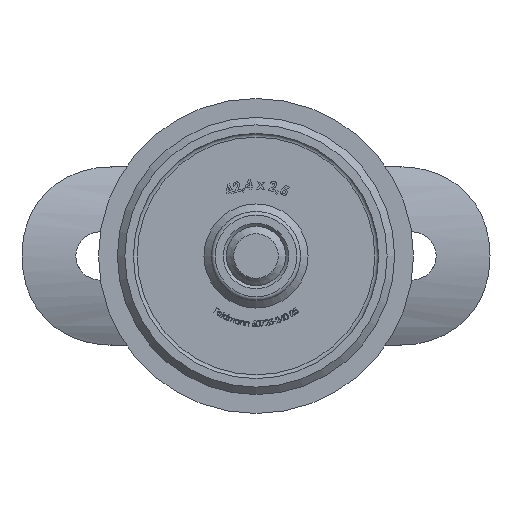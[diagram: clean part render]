
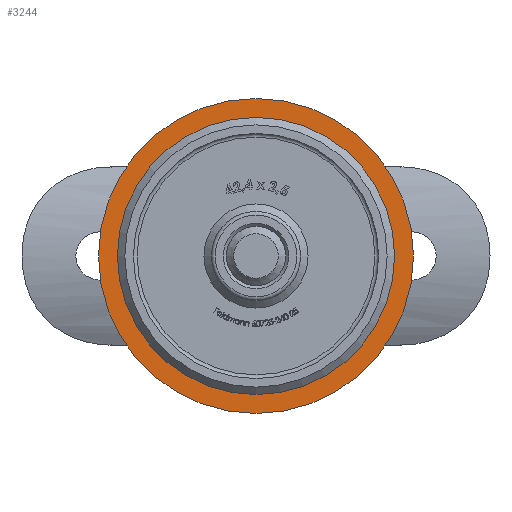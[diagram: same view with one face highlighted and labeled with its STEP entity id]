
A CAD part, front view. The second image highlights one B-rep face of the part: STEP entity #3244.
In plain terms, the highlighted planar face has unit normal (0, -1, 0).
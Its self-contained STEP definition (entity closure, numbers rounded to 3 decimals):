
#291 = DIRECTION ( 'NONE',  ( 0., -1., 0. ) ) ;
#1433 = CIRCLE ( 'NONE', #2543, 21.2 ) ;
#1463 = EDGE_CURVE ( 'NONE', #16263, #16263, #5173, .T. ) ;
#2328 = DIRECTION ( 'NONE',  ( 0., -1., 0. ) ) ;
#2543 = AXIS2_PLACEMENT_3D ( 'NONE', #10244, #17749, #8327 ) ;
#3244 = ADVANCED_FACE ( 'NONE', ( #20710, #19249 ), #18467, .T. ) ;
#3549 = AXIS2_PLACEMENT_3D ( 'NONE', #6236, #2328, #20693 ) ;
#3588 = ORIENTED_EDGE ( 'NONE', *, *, #1463, .F. ) ;
#3889 = VERTEX_POINT ( 'NONE', #22600 ) ;
#5173 = CIRCLE ( 'NONE', #3549, 18.45 ) ;
#6236 = CARTESIAN_POINT ( 'NONE',  ( 0., 20., 0. ) ) ;
#7435 = DIRECTION ( 'NONE',  ( 0., 0., -1. ) ) ;
#8327 = DIRECTION ( 'NONE',  ( 0., 0., -1. ) ) ;
#9832 = EDGE_LOOP ( 'NONE', ( #3588 ) ) ;
#10244 = CARTESIAN_POINT ( 'NONE',  ( 0., 20., 0. ) ) ;
#10909 = EDGE_LOOP ( 'NONE', ( #12964 ) ) ;
#12964 = ORIENTED_EDGE ( 'NONE', *, *, #18706, .T. ) ;
#15704 = AXIS2_PLACEMENT_3D ( 'NONE', #18702, #291, #7435 ) ;
#16263 = VERTEX_POINT ( 'NONE', #16815 ) ;
#16815 = CARTESIAN_POINT ( 'NONE',  ( 0., 20., -18.45 ) ) ;
#17749 = DIRECTION ( 'NONE',  ( 0., -1., 0. ) ) ;
#18467 = PLANE ( 'NONE',  #15704 ) ;
#18702 = CARTESIAN_POINT ( 'NONE',  ( 21.2, 20., 0. ) ) ;
#18706 = EDGE_CURVE ( 'NONE', #3889, #3889, #1433, .T. ) ;
#19249 = FACE_BOUND ( 'NONE', #9832, .T. ) ;
#20693 = DIRECTION ( 'NONE',  ( 0., 0., -1. ) ) ;
#20710 = FACE_OUTER_BOUND ( 'NONE', #10909, .T. ) ;
#22600 = CARTESIAN_POINT ( 'NONE',  ( 0., 20., -21.2 ) ) ;
